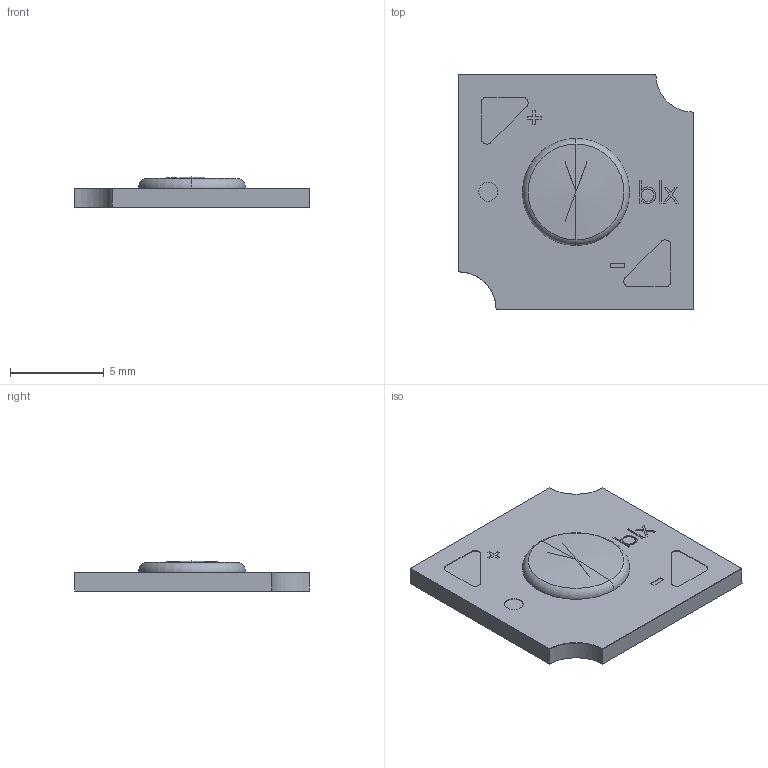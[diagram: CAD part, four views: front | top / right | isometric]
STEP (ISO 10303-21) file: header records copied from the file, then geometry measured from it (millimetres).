
FILE_DESCRIPTION (( 'STEP AP214' ), '1' );
FILE_NAME ('HD4.STEP', '2021-03-03T06:03:35', ( '' ), ( '' ), 'SwSTEP 2.0', 'SolidWorks 2018', '' );
FILE_SCHEMA (( 'AUTOMOTIVE_DESIGN' ));
Length unit declared in the file: millimetre
Products named in the file (1): HD4
Bounding box: 12.5 x 12.5 x 1.6 mm (x, y, z)
Volume: 161.8 mm3; surface area: 387.5 mm2
Topology: 1 solids, 2 shells, 87 faces, 219 edges, 144 vertices
Faces by surface type: plane 61, cylinder 14, bspline 8, torus 2, cone 2
Entity records: 3692 total; most frequent: CARTESIAN_POINT 645, ORIENTED_EDGE 434, DIRECTION 391, EDGE_CURVE 217, VECTOR 167, LINE 167, VERTEX_POINT 144, AXIS2_PLACEMENT_3D 112
